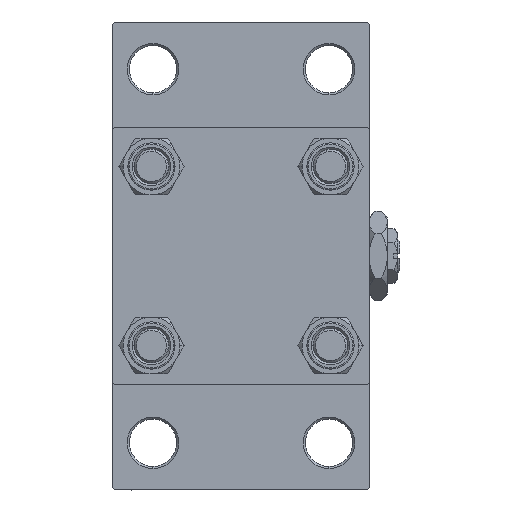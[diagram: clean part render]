
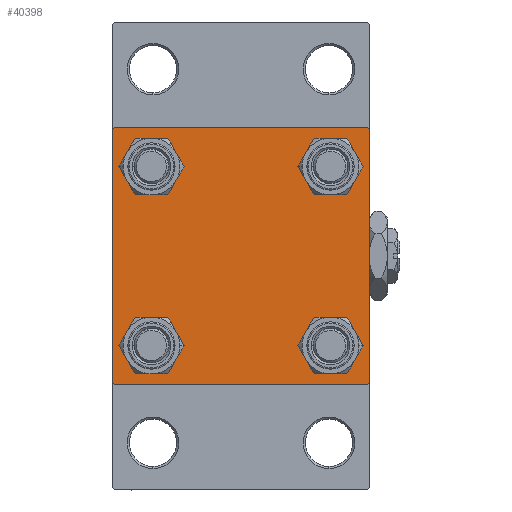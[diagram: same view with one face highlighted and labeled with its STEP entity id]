
A CAD part, left-side view. The second image highlights one B-rep face of the part: STEP entity #40398.
In plain terms, the highlighted planar face has unit normal (-1, 0, 0).
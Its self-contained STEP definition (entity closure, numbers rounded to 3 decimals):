
#377 = CARTESIAN_POINT ( 'NONE',  ( 0., 30., 30. ) ) ;
#1499 = CIRCLE ( 'NONE', #41876, 4.5 ) ;
#1507 = EDGE_CURVE ( 'NONE', #48813, #46181, #24001, .T. ) ;
#1778 = EDGE_CURVE ( 'NONE', #32878, #34185, #30780, .T. ) ;
#2303 = LINE ( 'NONE', #13169, #5432 ) ;
#2365 = CARTESIAN_POINT ( 'NONE',  ( 0., -29.5, -30. ) ) ;
#2814 = CARTESIAN_POINT ( 'NONE',  ( 0., -20.85, 16.35 ) ) ;
#3048 = DIRECTION ( 'NONE',  ( 1., 0., 0. ) ) ;
#3339 = ORIENTED_EDGE ( 'NONE', *, *, #16887, .T. ) ;
#4041 = DIRECTION ( 'NONE',  ( 1., 0., 0. ) ) ;
#4080 = VERTEX_POINT ( 'NONE', #39517 ) ;
#4112 = CARTESIAN_POINT ( 'NONE',  ( 0., 30., 29.5 ) ) ;
#4204 = EDGE_CURVE ( 'NONE', #20768, #13549, #41231, .T. ) ;
#5432 = VECTOR ( 'NONE', #48282, 1000. ) ;
#5597 = VECTOR ( 'NONE', #43204, 1000. ) ;
#5751 = DIRECTION ( 'NONE',  ( 0., 0., -1. ) ) ;
#6166 = AXIS2_PLACEMENT_3D ( 'NONE', #11610, #4041, #34127 ) ;
#6434 = CARTESIAN_POINT ( 'NONE',  ( 0., -20.85, 20.85 ) ) ;
#8645 = CARTESIAN_POINT ( 'NONE',  ( 0., 29.75, -29.75 ) ) ;
#8946 = VERTEX_POINT ( 'NONE', #42689 ) ;
#9267 = EDGE_CURVE ( 'NONE', #21840, #22520, #33320, .T. ) ;
#9283 = CARTESIAN_POINT ( 'NONE',  ( 0., -30., 30. ) ) ;
#9351 = FACE_BOUND ( 'NONE', #27154, .T. ) ;
#9606 = DIRECTION ( 'NONE',  ( 0., 0., 1. ) ) ;
#9982 = DIRECTION ( 'NONE',  ( 0., 0., 1. ) ) ;
#10260 = DIRECTION ( 'NONE',  ( 1., 0., 0. ) ) ;
#10759 = VECTOR ( 'NONE', #44210, 1000. ) ;
#11078 = CARTESIAN_POINT ( 'NONE',  ( 0., -29.75, -29.75 ) ) ;
#11239 = CARTESIAN_POINT ( 'NONE',  ( 0., -20.85, -16.35 ) ) ;
#11503 = DIRECTION ( 'NONE',  ( 0., 0., -1. ) ) ;
#11610 = CARTESIAN_POINT ( 'NONE',  ( 0., -20.85, -20.85 ) ) ;
#12974 = EDGE_CURVE ( 'NONE', #31595, #34185, #13563, .T. ) ;
#13095 = CARTESIAN_POINT ( 'NONE',  ( 0., 20.85, -25.35 ) ) ;
#13169 = CARTESIAN_POINT ( 'NONE',  ( 0., 29.75, 29.75 ) ) ;
#13549 = VERTEX_POINT ( 'NONE', #45268 ) ;
#13563 = LINE ( 'NONE', #9283, #32544 ) ;
#13762 = AXIS2_PLACEMENT_3D ( 'NONE', #27885, #36231, #32445 ) ;
#14104 = DIRECTION ( 'NONE',  ( 0., 0., 1. ) ) ;
#14486 = CIRCLE ( 'NONE', #48360, 4.5 ) ;
#15309 = EDGE_LOOP ( 'NONE', ( #39806, #16323 ) ) ;
#15479 = CARTESIAN_POINT ( 'NONE',  ( 0., -20.85, -20.85 ) ) ;
#16177 = FACE_BOUND ( 'NONE', #15309, .T. ) ;
#16323 = ORIENTED_EDGE ( 'NONE', *, *, #24726, .T. ) ;
#16433 = FACE_BOUND ( 'NONE', #31392, .T. ) ;
#16508 = CARTESIAN_POINT ( 'NONE',  ( 0., 20.85, 25.35 ) ) ;
#16663 = EDGE_LOOP ( 'NONE', ( #3339, #29915, #40994, #44982, #44062, #38723, #43339, #30990 ) ) ;
#16887 = EDGE_CURVE ( 'NONE', #34041, #4080, #46111, .T. ) ;
#17928 = EDGE_CURVE ( 'NONE', #48709, #32878, #18421, .T. ) ;
#18421 = LINE ( 'NONE', #40929, #10759 ) ;
#19278 = LINE ( 'NONE', #8645, #40944 ) ;
#19588 = ORIENTED_EDGE ( 'NONE', *, *, #20582, .T. ) ;
#20582 = EDGE_CURVE ( 'NONE', #13549, #20768, #26217, .T. ) ;
#20719 = DIRECTION ( 'NONE',  ( -1., 0., 0. ) ) ;
#20768 = VERTEX_POINT ( 'NONE', #16508 ) ;
#20836 = DIRECTION ( 'NONE',  ( 1., 0., 0. ) ) ;
#21840 = VERTEX_POINT ( 'NONE', #2814 ) ;
#21862 = CARTESIAN_POINT ( 'NONE',  ( 0., 20.85, 20.85 ) ) ;
#22520 = VERTEX_POINT ( 'NONE', #33509 ) ;
#22540 = VECTOR ( 'NONE', #30281, 1000. ) ;
#22674 = EDGE_CURVE ( 'NONE', #31595, #46181, #33758, .T. ) ;
#22746 = DIRECTION ( 'NONE',  ( 0., 0., 1. ) ) ;
#22853 = VERTEX_POINT ( 'NONE', #44813 ) ;
#24001 = LINE ( 'NONE', #27785, #5597 ) ;
#24493 = EDGE_CURVE ( 'NONE', #22853, #42113, #44890, .T. ) ;
#24726 = EDGE_CURVE ( 'NONE', #41604, #8946, #33621, .T. ) ;
#25048 = CARTESIAN_POINT ( 'NONE',  ( 0., -30., -29.5 ) ) ;
#26217 = CIRCLE ( 'NONE', #27797, 4.5 ) ;
#27154 = EDGE_LOOP ( 'NONE', ( #44635, #19588 ) ) ;
#27554 = ORIENTED_EDGE ( 'NONE', *, *, #9267, .T. ) ;
#27599 = DIRECTION ( 'NONE',  ( 0., -0.707, -0.707 ) ) ;
#27785 = CARTESIAN_POINT ( 'NONE',  ( 0., 30., 30. ) ) ;
#27797 = AXIS2_PLACEMENT_3D ( 'NONE', #21862, #44606, #37286 ) ;
#27885 = CARTESIAN_POINT ( 'NONE',  ( 0., 20.85, 20.85 ) ) ;
#28709 = EDGE_CURVE ( 'NONE', #42113, #22853, #29598, .T. ) ;
#28795 = CARTESIAN_POINT ( 'NONE',  ( 0., 0., 0. ) ) ;
#29598 = CIRCLE ( 'NONE', #46540, 4.5 ) ;
#29915 = ORIENTED_EDGE ( 'NONE', *, *, #36751, .T. ) ;
#30281 = DIRECTION ( 'NONE',  ( 0., -0.707, 0.707 ) ) ;
#30780 = LINE ( 'NONE', #11078, #22540 ) ;
#30990 = ORIENTED_EDGE ( 'NONE', *, *, #39551, .T. ) ;
#31138 = DIRECTION ( 'NONE',  ( 1., 0., 0. ) ) ;
#31193 = AXIS2_PLACEMENT_3D ( 'NONE', #48727, #40893, #14104 ) ;
#31272 = AXIS2_PLACEMENT_3D ( 'NONE', #28795, #20719, #9606 ) ;
#31392 = EDGE_LOOP ( 'NONE', ( #40652, #40384 ) ) ;
#31595 = VERTEX_POINT ( 'NONE', #49458 ) ;
#31852 = FACE_BOUND ( 'NONE', #40225, .T. ) ;
#31902 = VECTOR ( 'NONE', #34010, 1000. ) ;
#32354 = PLANE ( 'NONE',  #31272 ) ;
#32445 = DIRECTION ( 'NONE',  ( 0., 0., 1. ) ) ;
#32544 = VECTOR ( 'NONE', #5751, 1000. ) ;
#32656 = EDGE_CURVE ( 'NONE', #8946, #41604, #1499, .T. ) ;
#32878 = VERTEX_POINT ( 'NONE', #2365 ) ;
#33320 = CIRCLE ( 'NONE', #40557, 4.5 ) ;
#33504 = CARTESIAN_POINT ( 'NONE',  ( 0., 20.85, -20.85 ) ) ;
#33509 = CARTESIAN_POINT ( 'NONE',  ( 0., -20.85, 25.35 ) ) ;
#33621 = CIRCLE ( 'NONE', #31193, 4.5 ) ;
#33758 = LINE ( 'NONE', #38301, #31902 ) ;
#34010 = DIRECTION ( 'NONE',  ( 0., 0.707, 0.707 ) ) ;
#34041 = VERTEX_POINT ( 'NONE', #4112 ) ;
#34127 = DIRECTION ( 'NONE',  ( 0., 0., 1. ) ) ;
#34185 = VERTEX_POINT ( 'NONE', #25048 ) ;
#35372 = CARTESIAN_POINT ( 'NONE',  ( 0., -29.5, 30. ) ) ;
#35888 = FACE_OUTER_BOUND ( 'NONE', #16663, .T. ) ;
#36231 = DIRECTION ( 'NONE',  ( 1., 0., 0. ) ) ;
#36751 = EDGE_CURVE ( 'NONE', #4080, #48709, #19278, .T. ) ;
#37286 = DIRECTION ( 'NONE',  ( 0., 0., 1. ) ) ;
#38301 = CARTESIAN_POINT ( 'NONE',  ( 0., -29.75, 29.75 ) ) ;
#38723 = ORIENTED_EDGE ( 'NONE', *, *, #22674, .T. ) ;
#39517 = CARTESIAN_POINT ( 'NONE',  ( 0., 30., -29.5 ) ) ;
#39551 = EDGE_CURVE ( 'NONE', #48813, #34041, #2303, .T. ) ;
#39806 = ORIENTED_EDGE ( 'NONE', *, *, #32656, .T. ) ;
#40225 = EDGE_LOOP ( 'NONE', ( #45472, #27554 ) ) ;
#40384 = ORIENTED_EDGE ( 'NONE', *, *, #24493, .T. ) ;
#40398 = ADVANCED_FACE ( 'NONE', ( #31852, #16433, #16177, #9351, #35888 ), #32354, .T. ) ;
#40557 = AXIS2_PLACEMENT_3D ( 'NONE', #6434, #20836, #9982 ) ;
#40652 = ORIENTED_EDGE ( 'NONE', *, *, #28709, .T. ) ;
#40893 = DIRECTION ( 'NONE',  ( 1., 0., 0. ) ) ;
#40929 = CARTESIAN_POINT ( 'NONE',  ( 0., 30., -30. ) ) ;
#40944 = VECTOR ( 'NONE', #27599, 1000. ) ;
#40994 = ORIENTED_EDGE ( 'NONE', *, *, #17928, .T. ) ;
#41231 = CIRCLE ( 'NONE', #13762, 4.5 ) ;
#41604 = VERTEX_POINT ( 'NONE', #13095 ) ;
#41876 = AXIS2_PLACEMENT_3D ( 'NONE', #33504, #10260, #48907 ) ;
#42113 = VERTEX_POINT ( 'NONE', #11239 ) ;
#42689 = CARTESIAN_POINT ( 'NONE',  ( 0., 20.85, -16.35 ) ) ;
#43204 = DIRECTION ( 'NONE',  ( 0., -1., 0. ) ) ;
#43339 = ORIENTED_EDGE ( 'NONE', *, *, #1507, .F. ) ;
#44062 = ORIENTED_EDGE ( 'NONE', *, *, #12974, .F. ) ;
#44210 = DIRECTION ( 'NONE',  ( 0., -1., 0. ) ) ;
#44606 = DIRECTION ( 'NONE',  ( 1., 0., 0. ) ) ;
#44635 = ORIENTED_EDGE ( 'NONE', *, *, #4204, .T. ) ;
#44734 = EDGE_CURVE ( 'NONE', #22520, #21840, #14486, .T. ) ;
#44813 = CARTESIAN_POINT ( 'NONE',  ( 0., -20.85, -25.35 ) ) ;
#44890 = CIRCLE ( 'NONE', #6166, 4.5 ) ;
#44982 = ORIENTED_EDGE ( 'NONE', *, *, #1778, .T. ) ;
#45268 = CARTESIAN_POINT ( 'NONE',  ( 0., 20.85, 16.35 ) ) ;
#45404 = VECTOR ( 'NONE', #11503, 1000. ) ;
#45472 = ORIENTED_EDGE ( 'NONE', *, *, #44734, .T. ) ;
#46111 = LINE ( 'NONE', #377, #45404 ) ;
#46181 = VERTEX_POINT ( 'NONE', #35372 ) ;
#46540 = AXIS2_PLACEMENT_3D ( 'NONE', #15479, #31138, #47049 ) ;
#46632 = CARTESIAN_POINT ( 'NONE',  ( 0., 29.5, -30. ) ) ;
#47049 = DIRECTION ( 'NONE',  ( 0., 0., 1. ) ) ;
#47631 = CARTESIAN_POINT ( 'NONE',  ( 0., 29.5, 30. ) ) ;
#48282 = DIRECTION ( 'NONE',  ( 0., 0.707, -0.707 ) ) ;
#48360 = AXIS2_PLACEMENT_3D ( 'NONE', #48786, #3048, #22746 ) ;
#48709 = VERTEX_POINT ( 'NONE', #46632 ) ;
#48727 = CARTESIAN_POINT ( 'NONE',  ( 0., 20.85, -20.85 ) ) ;
#48786 = CARTESIAN_POINT ( 'NONE',  ( 0., -20.85, 20.85 ) ) ;
#48813 = VERTEX_POINT ( 'NONE', #47631 ) ;
#48907 = DIRECTION ( 'NONE',  ( 0., 0., 1. ) ) ;
#49458 = CARTESIAN_POINT ( 'NONE',  ( 0., -30., 29.5 ) ) ;
